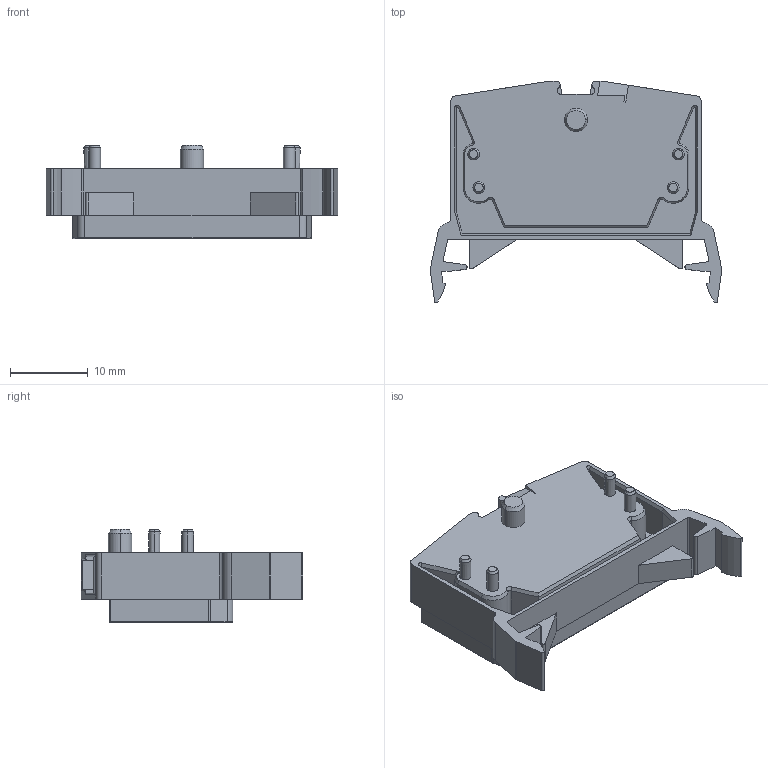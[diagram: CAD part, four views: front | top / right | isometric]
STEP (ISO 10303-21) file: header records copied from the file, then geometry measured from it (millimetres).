
FILE_DESCRIPTION((''),'2;1');
FILE_NAME('8YB754543_1','2020-03-26T',('Administrator'),(''),'PRO/ENGINEER BY PARAMETRIC TECHNOLOGY CORPORATION, 2008380','PRO/ENGINEER BY PARAMETRIC TECHNOLOGY CORPORATION, 2008380','');
FILE_SCHEMA(('CONFIG_CONTROL_DESIGN'));
Length unit declared in the file: millimetre
Products named in the file (1): 8YB754543_1
Bounding box: 37.48 x 28.5 x 12 mm (x, y, z)
Volume: 3241.9 mm3; surface area: 3764.6 mm2
Topology: 1 solids, 2 shells, 328 faces, 917 edges, 606 vertices
Faces by surface type: plane 163, cylinder 127, cone 24, torus 12, bspline 2
Entity records: 10790 total; most frequent: CARTESIAN_POINT 2025, DIRECTION 1885, ORIENTED_EDGE 1834, EDGE_CURVE 917, AXIS2_PLACEMENT_3D 663, VERTEX_POINT 606, VECTOR 559, LINE 559
